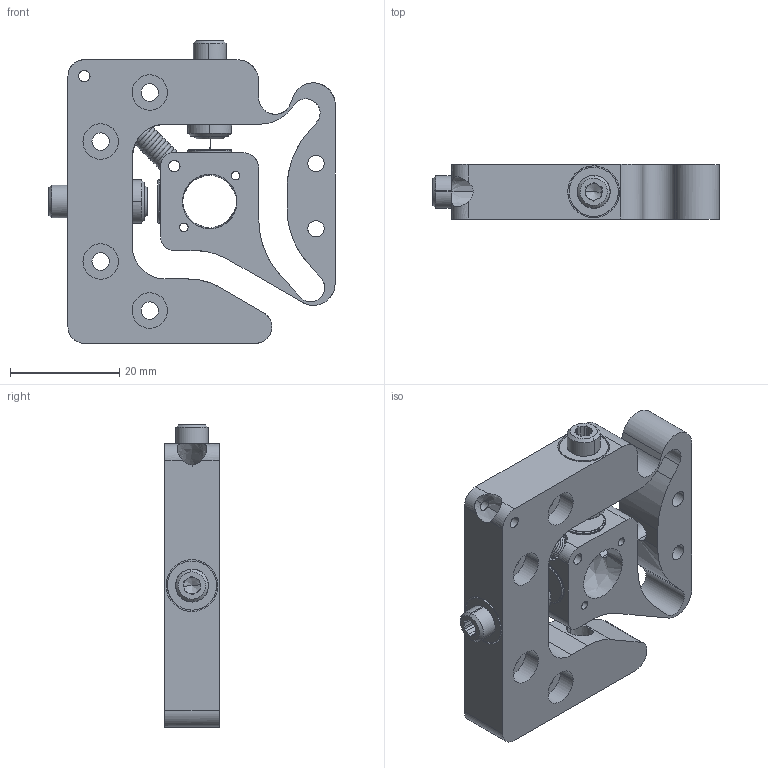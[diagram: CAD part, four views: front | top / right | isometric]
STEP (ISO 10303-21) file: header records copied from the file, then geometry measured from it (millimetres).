
FILE_DESCRIPTION(/* description */ (''),/* implementation_level */ '2;1');
FILE_NAME(/* name */ '02-2TS~2',/* time_stamp */ '2021-12-21T11:45:30+03:00',/* author */ (''),/* organization */ (''),/* preprocessor_version */ 'ST-DEVELOPER v15',/* originating_system */ '',/* authorisation */ '');
FILE_SCHEMA (('AUTOMOTIVE_DESIGN'));
Length unit declared in the file: millimetre
Products named in the file (3): Document; Block 01; Block 02
Assembly tree (2 placements, depth 2):
  Document
    Block 01
    Block 02
Bounding box: 52.5 x 10 x 55.5 mm (x, y, z)
Volume: 24.4 mm3; surface area: 10340.2 mm2
Topology: 9 solids, 20 shells, 281 faces, 811 edges, 530 vertices
Faces by surface type: bspline 281
Entity records: 37377 total; most frequent: CARTESIAN_POINT 27630, B_SPLINE_CURVE_WITH_KNOTS 1688, ORIENTED_EDGE 1523, PCURVE 1523, DEFINITIONAL_REPRESENTATION 1523, SURFACE_CURVE 804, EDGE_CURVE 804, VERTEX_POINT 530
